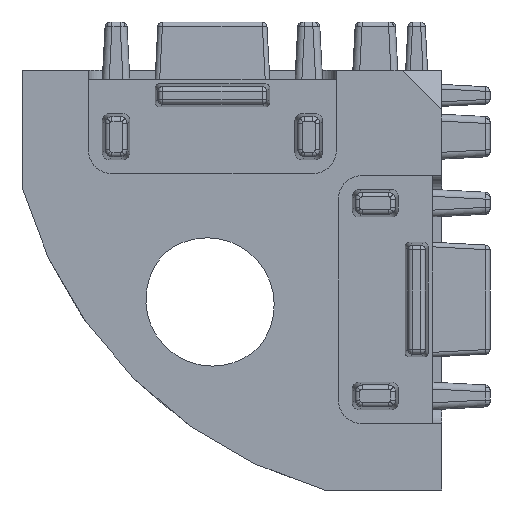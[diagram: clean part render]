
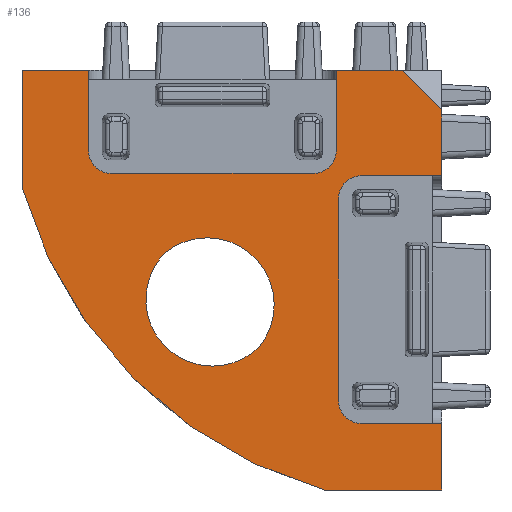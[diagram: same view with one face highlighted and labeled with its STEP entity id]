
A CAD part, left-side view. The second image highlights one B-rep face of the part: STEP entity #136.
In plain terms, the highlighted planar face has unit normal (-1, 0, 0).
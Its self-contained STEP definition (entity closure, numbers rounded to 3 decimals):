
#136=ADVANCED_FACE('',(#633,#634),#635,.T.);
#633=FACE_OUTER_BOUND('',#2356,.T.);
#634=FACE_BOUND('',#2357,.T.);
#635=PLANE('',#2358);
#2356=EDGE_LOOP('',(#4378,#4379,#4380,#4381,#4382,#4383,#4384,#4385,#4386,#4387,#4388,#4389,#4390,#4391,#4392,#4393,#4394,#4395));
#2357=EDGE_LOOP('',(#4396,#4397,#4398,#4399));
#2358=AXIS2_PLACEMENT_3D('',#4400,#4401,#4402);
#4378=ORIENTED_EDGE('',*,*,#7348,.F.);
#4379=ORIENTED_EDGE('',*,*,#7349,.T.);
#4380=ORIENTED_EDGE('',*,*,#7350,.F.);
#4381=ORIENTED_EDGE('',*,*,#7351,.F.);
#4382=ORIENTED_EDGE('',*,*,#7352,.T.);
#4383=ORIENTED_EDGE('',*,*,#7353,.T.);
#4384=ORIENTED_EDGE('',*,*,#7354,.T.);
#4385=ORIENTED_EDGE('',*,*,#7355,.F.);
#4386=ORIENTED_EDGE('',*,*,#7356,.F.);
#4387=ORIENTED_EDGE('',*,*,#7357,.F.);
#4388=ORIENTED_EDGE('',*,*,#7358,.F.);
#4389=ORIENTED_EDGE('',*,*,#7359,.T.);
#4390=ORIENTED_EDGE('',*,*,#7360,.T.);
#4391=ORIENTED_EDGE('',*,*,#7361,.T.);
#4392=ORIENTED_EDGE('',*,*,#7362,.F.);
#4393=ORIENTED_EDGE('',*,*,#7363,.F.);
#4394=ORIENTED_EDGE('',*,*,#7364,.F.);
#4395=ORIENTED_EDGE('',*,*,#7365,.F.);
#4396=ORIENTED_EDGE('',*,*,#6960,.F.);
#4397=ORIENTED_EDGE('',*,*,#6955,.F.);
#4398=ORIENTED_EDGE('',*,*,#7366,.F.);
#4399=ORIENTED_EDGE('',*,*,#7367,.F.);
#4400=CARTESIAN_POINT('',(0.0,0.0,-2.5));
#4401=DIRECTION('',(-1.0,0.0,0.0));
#4402=DIRECTION('',(0.0,0.0,1.0));
#6955=EDGE_CURVE('',#7980,#7983,#7984,.T.);
#6960=EDGE_CURVE('',#7983,#7989,#7992,.T.);
#7348=EDGE_CURVE('',#8762,#8763,#8764,.T.);
#7349=EDGE_CURVE('',#8762,#8765,#8766,.T.);
#7350=EDGE_CURVE('',#8767,#8765,#8768,.T.);
#7351=EDGE_CURVE('',#8769,#8767,#8770,.T.);
#7352=EDGE_CURVE('',#8769,#8771,#8772,.T.);
#7353=EDGE_CURVE('',#8771,#8773,#8774,.T.);
#7354=EDGE_CURVE('',#8773,#8775,#8776,.T.);
#7355=EDGE_CURVE('',#8777,#8775,#8778,.T.);
#7356=EDGE_CURVE('',#8779,#8777,#8780,.T.);
#7357=EDGE_CURVE('',#8781,#8779,#8782,.T.);
#7358=EDGE_CURVE('',#8783,#8781,#8784,.T.);
#7359=EDGE_CURVE('',#8783,#8785,#8786,.T.);
#7360=EDGE_CURVE('',#8785,#8787,#8788,.T.);
#7361=EDGE_CURVE('',#8787,#8789,#8790,.T.);
#7362=EDGE_CURVE('',#8791,#8789,#8792,.T.);
#7363=EDGE_CURVE('',#8793,#8791,#8794,.T.);
#7364=EDGE_CURVE('',#8795,#8793,#8796,.T.);
#7365=EDGE_CURVE('',#8763,#8795,#8797,.T.);
#7366=EDGE_CURVE('',#8798,#7980,#8799,.T.);
#7367=EDGE_CURVE('',#7989,#8798,#8800,.T.);
#7980=VERTEX_POINT('',#9634);
#7983=VERTEX_POINT('',#9638);
#7984=CIRCLE('',#9639,2.917);
#7989=VERTEX_POINT('',#9645);
#7992=CIRCLE('',#9649,2.9);
#8762=VERTEX_POINT('',#12200);
#8763=VERTEX_POINT('',#12201);
#8764=CIRCLE('',#12202,1.0);
#8765=VERTEX_POINT('',#12203);
#8766=LINE('',#12204,#12205);
#8767=VERTEX_POINT('',#12206);
#8768=LINE('',#12207,#12208);
#8769=VERTEX_POINT('',#12209);
#8770=LINE('',#12210,#12211);
#8771=VERTEX_POINT('',#12212);
#8772=CIRCLE('',#12213,19.0);
#8773=VERTEX_POINT('',#12214);
#8774=LINE('',#12215,#12216);
#8775=VERTEX_POINT('',#12217);
#8776=LINE('',#12218,#12219);
#8777=VERTEX_POINT('',#12220);
#8778=LINE('',#12221,#12222);
#8779=VERTEX_POINT('',#12223);
#8780=CIRCLE('',#12224,1.0);
#8781=VERTEX_POINT('',#12225);
#8782=LINE('',#12226,#12227);
#8783=VERTEX_POINT('',#12228);
#8784=CIRCLE('',#12229,1.0);
#8785=VERTEX_POINT('',#12230);
#8786=LINE('',#12231,#12232);
#8787=VERTEX_POINT('',#12233);
#8788=LINE('',#12234,#12235);
#8789=VERTEX_POINT('',#12236);
#8790=LINE('',#12237,#12238);
#8791=VERTEX_POINT('',#12239);
#8792=LINE('',#12240,#12241);
#8793=VERTEX_POINT('',#12242);
#8794=LINE('',#12243,#12244);
#8795=VERTEX_POINT('',#12245);
#8796=CIRCLE('',#12246,1.0);
#8797=LINE('',#12247,#12248);
#8798=VERTEX_POINT('',#12249);
#8799=CIRCLE('',#12250,2.917);
#8800=CIRCLE('',#12251,2.9);
#9634=CARTESIAN_POINT('',(0.0,10.224,-7.307));
#9638=CARTESIAN_POINT('',(0.0,12.051,-7.949));
#9639=AXIS2_PLACEMENT_3D('',#14429,#14430,#14431);
#9645=CARTESIAN_POINT('',(0.0,10.0,-12.9));
#9649=AXIS2_PLACEMENT_3D('',#14440,#14441,#14442);
#12200=CARTESIAN_POINT('',(0.0,15.4,-3.5));
#12201=CARTESIAN_POINT('',(0.0,14.4,-4.5));
#12202=AXIS2_PLACEMENT_3D('',#14898,#14899,#14900);
#12203=CARTESIAN_POINT('',(0.0,15.4,0.0));
#12204=CARTESIAN_POINT('',(0.0,15.4,-0.4));
#12205=VECTOR('',#14901,1000.0);
#12206=CARTESIAN_POINT('',(0.0,18.3,0.0));
#12207=CARTESIAN_POINT('',(0.0,0.0,0.0));
#12208=VECTOR('',#14902,1000.0);
#12209=CARTESIAN_POINT('',(0.,18.3,-5.11));
#12210=CARTESIAN_POINT('',(0.0,18.3,-2.5));
#12211=VECTOR('',#14903,1000.0);
#12212=CARTESIAN_POINT('',(0.0,5.11,-18.3));
#12213=AXIS2_PLACEMENT_3D('',#14904,#14905,#14906);
#12214=CARTESIAN_POINT('',(0.0,0.,-18.3));
#12215=CARTESIAN_POINT('',(0.0,0.,-18.3));
#12216=VECTOR('',#14907,1000.0);
#12217=CARTESIAN_POINT('',(0.,0.0,-15.4));
#12218=CARTESIAN_POINT('',(0.0,0.0,-2.5));
#12219=VECTOR('',#14908,1000.0);
#12220=CARTESIAN_POINT('',(0.0,3.5,-15.4));
#12221=CARTESIAN_POINT('',(0.,0.4,-15.4));
#12222=VECTOR('',#14909,1000.0);
#12223=CARTESIAN_POINT('',(0.0,4.5,-14.4));
#12224=AXIS2_PLACEMENT_3D('',#14910,#14911,#14912);
#12225=CARTESIAN_POINT('',(0.0,4.5,-5.6));
#12226=CARTESIAN_POINT('',(0.0,4.5,-5.6));
#12227=VECTOR('',#14913,1000.0);
#12228=CARTESIAN_POINT('',(0.0,3.5,-4.6));
#12229=AXIS2_PLACEMENT_3D('',#14914,#14915,#14916);
#12230=CARTESIAN_POINT('',(0.,0.0,-4.6));
#12231=CARTESIAN_POINT('',(0.,0.4,-4.6));
#12232=VECTOR('',#14917,1000.0);
#12233=CARTESIAN_POINT('',(0.0,0.0,-1.732));
#12234=CARTESIAN_POINT('',(0.0,0.0,-2.5));
#12235=VECTOR('',#14918,1000.0);
#12236=CARTESIAN_POINT('',(0.0,1.732,0.0));
#12237=CARTESIAN_POINT('',(0.0,-0.384,-2.116));
#12238=VECTOR('',#14919,1000.0);
#12239=CARTESIAN_POINT('',(0.0,4.6,0.0));
#12240=CARTESIAN_POINT('',(0.0,0.0,0.0));
#12241=VECTOR('',#14920,1000.0);
#12242=CARTESIAN_POINT('',(0.0,4.6,-3.5));
#12243=CARTESIAN_POINT('',(0.0,4.6,-0.4));
#12244=VECTOR('',#14921,1000.0);
#12245=CARTESIAN_POINT('',(0.0,5.6,-4.5));
#12246=AXIS2_PLACEMENT_3D('',#14922,#14923,#14924);
#12247=CARTESIAN_POINT('',(0.0,5.6,-4.5));
#12248=VECTOR('',#14925,1000.0);
#12249=CARTESIAN_POINT('',(0.0,7.949,-12.051));
#12250=AXIS2_PLACEMENT_3D('',#14926,#14927,#14928);
#12251=AXIS2_PLACEMENT_3D('',#14929,#14930,#14931);
#14429=CARTESIAN_POINT('',(0.0,10.224,-10.224));
#14430=DIRECTION('',(-1.0,0.0,0.0));
#14431=DIRECTION('',(0.0,0.0,1.0));
#14440=CARTESIAN_POINT('',(0.0,10.0,-10.0));
#14441=DIRECTION('',(-1.0,0.0,0.0));
#14442=DIRECTION('',(0.0,0.0,1.0));
#14898=CARTESIAN_POINT('',(0.0,14.4,-3.5));
#14899=DIRECTION('',(-1.0,-0.0,-0.0));
#14900=DIRECTION('',(0.0,0.0,-1.0));
#14901=DIRECTION('',(-0.0,-0.0,1.0));
#14902=DIRECTION('',(-0.0,-1.0,-0.0));
#14903=DIRECTION('',(0.0,0.0,1.0));
#14904=CARTESIAN_POINT('',(0.0,0.0,0.));
#14905=DIRECTION('',(-1.0,0.0,0.0));
#14906=DIRECTION('',(0.0,0.0,1.0));
#14907=DIRECTION('',(-0.0,-1.0,-0.0));
#14908=DIRECTION('',(0.0,0.0,1.0));
#14909=DIRECTION('',(-0.0,-1.0,-0.0));
#14910=CARTESIAN_POINT('',(0.0,3.5,-14.4));
#14911=DIRECTION('',(-1.0,0.0,0.0));
#14912=DIRECTION('',(0.0,0.0,1.0));
#14913=DIRECTION('',(0.0,0.,-1.0));
#14914=CARTESIAN_POINT('',(0.0,3.5,-5.6));
#14915=DIRECTION('',(-1.0,0.0,0.0));
#14916=DIRECTION('',(0.0,0.0,1.0));
#14917=DIRECTION('',(-0.0,-1.0,-0.0));
#14918=DIRECTION('',(0.0,0.0,1.0));
#14919=DIRECTION('',(0.0,0.707,0.707));
#14920=DIRECTION('',(-0.0,-1.0,-0.0));
#14921=DIRECTION('',(-0.0,-0.0,1.0));
#14922=CARTESIAN_POINT('',(0.0,5.6,-3.5));
#14923=DIRECTION('',(-1.0,-0.0,-0.0));
#14924=DIRECTION('',(0.0,0.0,-1.0));
#14925=DIRECTION('',(-0.0,-1.0,0.));
#14926=CARTESIAN_POINT('',(0.0,10.224,-10.224));
#14927=DIRECTION('',(-1.0,0.0,0.0));
#14928=DIRECTION('',(0.0,0.0,1.0));
#14929=CARTESIAN_POINT('',(0.0,10.0,-10.0));
#14930=DIRECTION('',(-1.0,0.0,0.0));
#14931=DIRECTION('',(0.0,0.0,1.0));
